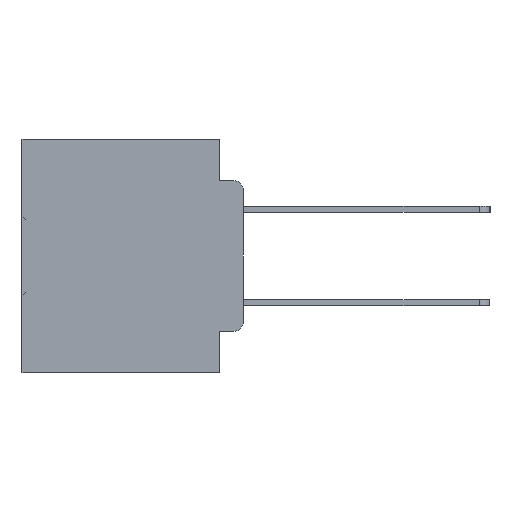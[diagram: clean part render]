
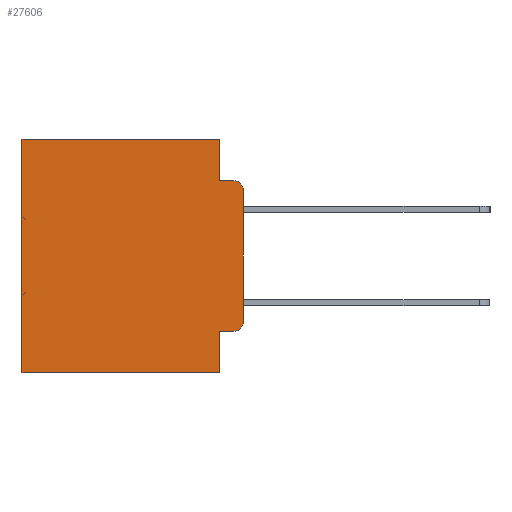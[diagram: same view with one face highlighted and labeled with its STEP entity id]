
A CAD part, left-side view. The second image highlights one B-rep face of the part: STEP entity #27606.
In plain terms, the highlighted planar face has unit normal (-1, 0, 0).
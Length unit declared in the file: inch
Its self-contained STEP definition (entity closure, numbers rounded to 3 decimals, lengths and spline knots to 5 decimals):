
#286 = DIRECTION ( 'NONE',  ( 0., 1., 0. ) ) ;
#397 = VERTEX_POINT ( 'NONE', #29737 ) ;
#1058 = DIRECTION ( 'NONE',  ( -1., 0., 0. ) ) ;
#1144 = ORIENTED_EDGE ( 'NONE', *, *, #31961, .F. ) ;
#2773 = PLANE ( 'NONE',  #5202 ) ;
#3403 = VECTOR ( 'NONE', #28541, 39.37008 ) ;
#3604 = VERTEX_POINT ( 'NONE', #7327 ) ;
#4576 = FACE_OUTER_BOUND ( 'NONE', #37565, .T. ) ;
#5202 = AXIS2_PLACEMENT_3D ( 'NONE', #35437, #11800, #8665 ) ;
#5812 = VERTEX_POINT ( 'NONE', #34205 ) ;
#6330 = VECTOR ( 'NONE', #27274, 39.37008 ) ;
#7327 = CARTESIAN_POINT ( 'NONE',  ( 0.298, 0., -0.1085 ) ) ;
#8403 = ORIENTED_EDGE ( 'NONE', *, *, #15416, .F. ) ;
#8501 = VERTEX_POINT ( 'NONE', #28425 ) ;
#8665 = DIRECTION ( 'NONE',  ( 0., 0., -1. ) ) ;
#9968 = EDGE_CURVE ( 'NONE', #3604, #8501, #29195, .T. ) ;
#10034 = VERTEX_POINT ( 'NONE', #35599 ) ;
#10287 = CARTESIAN_POINT ( 'NONE',  ( 0.298, 0.473, 0. ) ) ;
#10669 = ORIENTED_EDGE ( 'NONE', *, *, #18643, .T. ) ;
#10979 = ORIENTED_EDGE ( 'NONE', *, *, #23465, .T. ) ;
#11145 = VECTOR ( 'NONE', #25524, 39.37008 ) ;
#11242 = VERTEX_POINT ( 'NONE', #31646 ) ;
#11589 = CARTESIAN_POINT ( 'NONE',  ( 0.298, 0.051, 0. ) ) ;
#11800 = DIRECTION ( 'NONE',  ( 1., 0., 0. ) ) ;
#13221 = CIRCLE ( 'NONE', #31947, 0.02 ) ;
#13253 = VERTEX_POINT ( 'NONE', #11589 ) ;
#13432 = DIRECTION ( 'NONE',  ( 0., 0., -1. ) ) ;
#14782 = CARTESIAN_POINT ( 'NONE',  ( 0.298, 0.051, -0.4115 ) ) ;
#15416 = EDGE_CURVE ( 'NONE', #28601, #26617, #36788, .T. ) ;
#15603 = CARTESIAN_POINT ( 'NONE',  ( 0.298, 0.02, -0.0885 ) ) ;
#15857 = ORIENTED_EDGE ( 'NONE', *, *, #25251, .T. ) ;
#16613 = VECTOR ( 'NONE', #24639, 39.37008 ) ;
#16978 = CARTESIAN_POINT ( 'NONE',  ( 0.298, 0.051, 0. ) ) ;
#17260 = DIRECTION ( 'NONE',  ( 0., 0., -1. ) ) ;
#17994 = ORIENTED_EDGE ( 'NONE', *, *, #30187, .F. ) ;
#18272 = EDGE_CURVE ( 'NONE', #21789, #11242, #35666, .T. ) ;
#18643 = EDGE_CURVE ( 'NONE', #3604, #26617, #13221, .T. ) ;
#18898 = ORIENTED_EDGE ( 'NONE', *, *, #33753, .T. ) ;
#19018 = VECTOR ( 'NONE', #19336, 39.37008 ) ;
#19336 = DIRECTION ( 'NONE',  ( 0., 0., -1. ) ) ;
#19353 = CARTESIAN_POINT ( 'NONE',  ( 0.298, 0., 0. ) ) ;
#20090 = LINE ( 'NONE', #22436, #16613 ) ;
#21242 = CARTESIAN_POINT ( 'NONE',  ( 0.298, 0.02, -0.1085 ) ) ;
#21586 = ORIENTED_EDGE ( 'NONE', *, *, #18272, .T. ) ;
#21789 = VERTEX_POINT ( 'NONE', #24730 ) ;
#22376 = CARTESIAN_POINT ( 'NONE',  ( 0.298, 0.051, -0.0885 ) ) ;
#22436 = CARTESIAN_POINT ( 'NONE',  ( 0.298, 0.051, 0. ) ) ;
#22854 = LINE ( 'NONE', #16978, #19018 ) ;
#23465 = EDGE_CURVE ( 'NONE', #13253, #397, #27951, .T. ) ;
#24382 = CARTESIAN_POINT ( 'NONE',  ( 0.298, 0.051, -0.0885 ) ) ;
#24639 = DIRECTION ( 'NONE',  ( 0., 0., -1. ) ) ;
#24730 = CARTESIAN_POINT ( 'NONE',  ( 0.298, 0.051, -0.4115 ) ) ;
#24995 = DIRECTION ( 'NONE',  ( -1., 0., 0. ) ) ;
#25251 = EDGE_CURVE ( 'NONE', #397, #5812, #28304, .T. ) ;
#25524 = DIRECTION ( 'NONE',  ( 0., -1., 0. ) ) ;
#26617 = VERTEX_POINT ( 'NONE', #15603 ) ;
#27274 = DIRECTION ( 'NONE',  ( 0., -1., 0. ) ) ;
#27357 = ORIENTED_EDGE ( 'NONE', *, *, #9968, .F. ) ;
#27606 = ADVANCED_FACE ( 'NONE', ( #4576 ), #2773, .F. ) ;
#27951 = LINE ( 'NONE', #19353, #3403 ) ;
#28304 = LINE ( 'NONE', #10287, #34723 ) ;
#28425 = CARTESIAN_POINT ( 'NONE',  ( 0.298, 0., -0.3915 ) ) ;
#28507 = EDGE_CURVE ( 'NONE', #10034, #5812, #35150, .T. ) ;
#28541 = DIRECTION ( 'NONE',  ( 0., 1., 0. ) ) ;
#28601 = VERTEX_POINT ( 'NONE', #24382 ) ;
#29130 = CARTESIAN_POINT ( 'NONE',  ( 0.298, 0., -0.5 ) ) ;
#29195 = LINE ( 'NONE', #29764, #36706 ) ;
#29737 = CARTESIAN_POINT ( 'NONE',  ( 0.298, 0.473, 0. ) ) ;
#29764 = CARTESIAN_POINT ( 'NONE',  ( 0.298, 0., 0. ) ) ;
#30187 = EDGE_CURVE ( 'NONE', #13253, #28601, #22854, .T. ) ;
#30863 = VECTOR ( 'NONE', #286, 39.37008 ) ;
#31227 = CARTESIAN_POINT ( 'NONE',  ( 0.298, 0.02, -0.3915 ) ) ;
#31646 = CARTESIAN_POINT ( 'NONE',  ( 0.298, 0.02, -0.4115 ) ) ;
#31947 = AXIS2_PLACEMENT_3D ( 'NONE', #21242, #1058, #36437 ) ;
#31961 = EDGE_CURVE ( 'NONE', #21789, #10034, #20090, .T. ) ;
#32069 = ORIENTED_EDGE ( 'NONE', *, *, #28507, .F. ) ;
#32326 = AXIS2_PLACEMENT_3D ( 'NONE', #31227, #24995, #37036 ) ;
#33753 = EDGE_CURVE ( 'NONE', #11242, #8501, #36046, .T. ) ;
#34205 = CARTESIAN_POINT ( 'NONE',  ( 0.298, 0.473, -0.5 ) ) ;
#34723 = VECTOR ( 'NONE', #13432, 39.37008 ) ;
#35150 = LINE ( 'NONE', #29130, #30863 ) ;
#35437 = CARTESIAN_POINT ( 'NONE',  ( 0.298, 0., 0. ) ) ;
#35599 = CARTESIAN_POINT ( 'NONE',  ( 0.298, 0.051, -0.5 ) ) ;
#35666 = LINE ( 'NONE', #14782, #6330 ) ;
#36046 = CIRCLE ( 'NONE', #32326, 0.02 ) ;
#36437 = DIRECTION ( 'NONE',  ( 0., 0., -1. ) ) ;
#36706 = VECTOR ( 'NONE', #17260, 39.37008 ) ;
#36788 = LINE ( 'NONE', #22376, #11145 ) ;
#37036 = DIRECTION ( 'NONE',  ( 0., 0., -1. ) ) ;
#37565 = EDGE_LOOP ( 'NONE', ( #27357, #10669, #8403, #17994, #10979, #15857, #32069, #1144, #21586, #18898 ) ) ;
